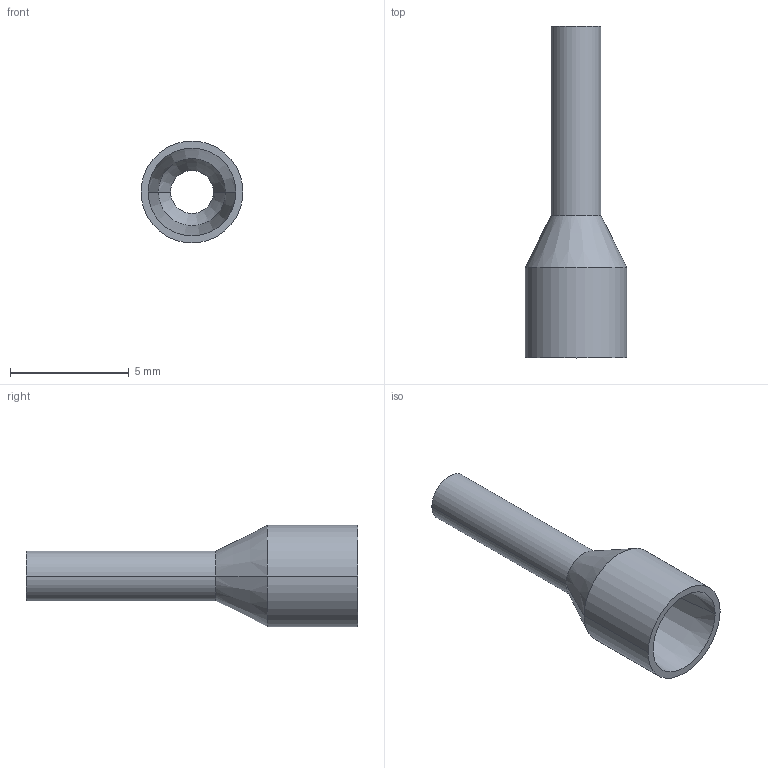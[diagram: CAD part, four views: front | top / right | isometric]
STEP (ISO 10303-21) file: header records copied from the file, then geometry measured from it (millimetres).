
FILE_DESCRIPTION(('Creo Elements/Direct Modeling STEP Export'),'2;1');
FILE_NAME('model.stp','2024-03-14T14:08:44',(''),(''),'Creo Elements/Direct Modeling STEP processor for AP214 (Solid Model)','Creo Elements/Direct Modeling 20.1D 10-Oct-2020 (C) Parametric Technology GmbH','');
FILE_SCHEMA(('AUTOMOTIVE_DESIGN { 1 0 10303 214 1 1 1 1 }'));
Length unit declared in the file: millimetre
Products named in the file (1): AI 1.5 - 8 BK-GB-1000
Bounding box: 4.3 x 14 x 4.3 mm (x, y, z)
Volume: 40 mm3; surface area: 234.5 mm2
Topology: 1 solids, 1 shells, 14 faces, 28 edges, 16 vertices
Faces by surface type: cylinder 6, cone 6, plane 2
Entity records: 406 total; most frequent: DIRECTION 58, ORIENTED_EDGE 56, CARTESIAN_POINT 51, EDGE_CURVE 28, AXIS2_PLACEMENT_3D 23, VERTEX_POINT 16, EDGE_LOOP 16, FACE_OUTER_BOUND 14
